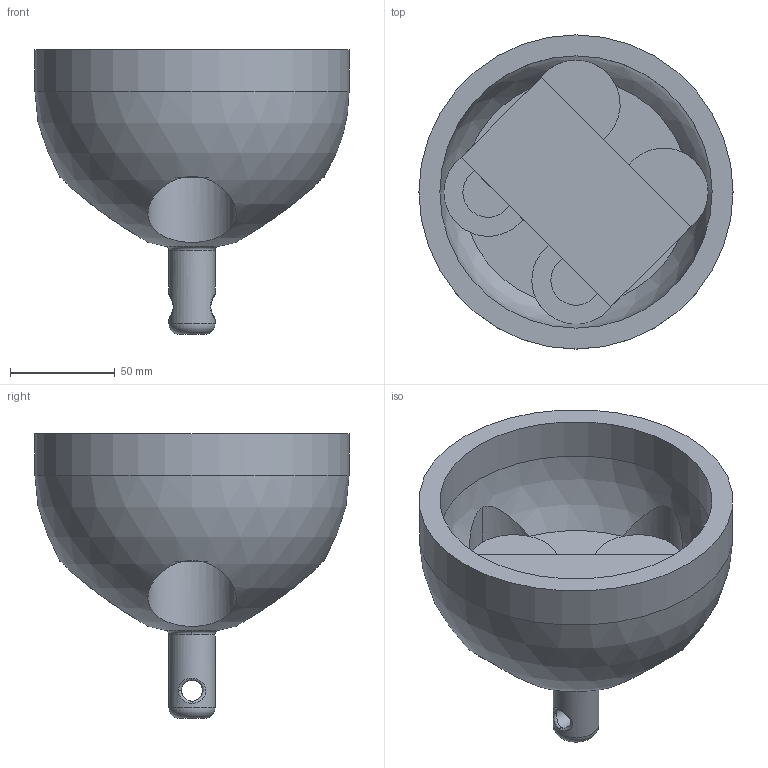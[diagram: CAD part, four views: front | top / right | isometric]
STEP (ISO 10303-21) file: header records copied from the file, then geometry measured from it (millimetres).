
FILE_DESCRIPTION(('FreeCAD Model'),'2;1');
FILE_NAME('Open CASCADE Shape Model','2021-11-04T13:50:21',('Author'),( ''),'Open CASCADE STEP processor 7.5','FreeCAD','Unknown');
FILE_SCHEMA(('AUTOMOTIVE_DESIGN { 1 0 10303 214 1 1 1 1 }'));
Length unit declared in the file: millimetre
Products named in the file (1): Body
Bounding box: 150 x 150 x 136 mm (x, y, z)
Volume: 472825.9 mm3; surface area: 95404.8 mm2
Topology: 1 solids, 1 shells, 63 faces, 172 edges, 106 vertices
Faces by surface type: cylinder 27, plane 27, bspline 6, sphere 2, torus 1
Full cylindrical faces by diameter (mm): 10 x1, 22 x1, 42.164 x2, 130 x1, 150 x1
Entity records: 12193 total; most frequent: CARTESIAN_POINT 8871, DIRECTION 596, ORIENTED_EDGE 344, PCURVE 344, DEFINITIONAL_REPRESENTATION 344, LINE 274, VECTOR 274, EDGE_CURVE 172
